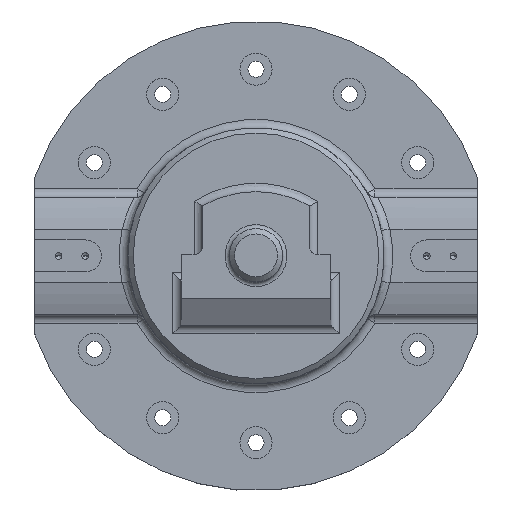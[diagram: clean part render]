
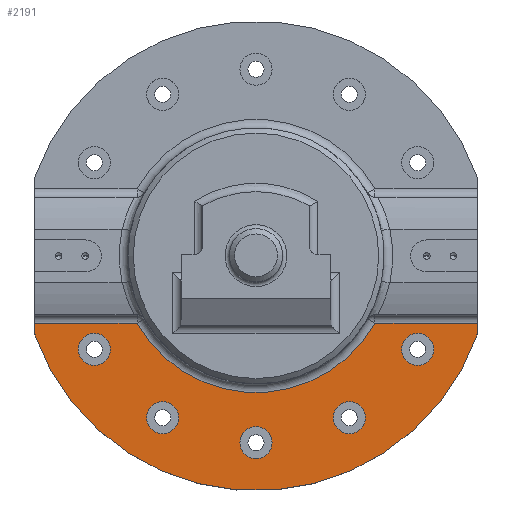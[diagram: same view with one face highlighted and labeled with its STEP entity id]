
A CAD part, top view. The second image highlights one B-rep face of the part: STEP entity #2191.
In plain terms, the highlighted planar face has unit normal (0, 0, 1).
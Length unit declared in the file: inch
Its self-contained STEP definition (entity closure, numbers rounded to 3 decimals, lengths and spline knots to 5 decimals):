
#335 = CARTESIAN_POINT ( 'NONE',  ( 1.04974, -0.62008, 0.19685 ) ) ;
#385 = VERTEX_POINT ( 'NONE', #2888 ) ;
#430 = AXIS2_PLACEMENT_3D ( 'NONE', #6271, #639, #4395 ) ;
#432 = CIRCLE ( 'NONE', #4949, 0.14764 ) ;
#444 = DIRECTION ( 'NONE',  ( 1., 0., 0. ) ) ;
#445 = VECTOR ( 'NONE', #4430, 39.37008 ) ;
#472 = EDGE_CURVE ( 'NONE', #2352, #2352, #4345, .T. ) ;
#522 = DIRECTION ( 'NONE',  ( 1., 0., 0. ) ) ;
#619 = VECTOR ( 'NONE', #7906, 39.37008 ) ;
#639 = DIRECTION ( 'NONE',  ( 0., 0., -1. ) ) ;
#694 = DIRECTION ( 'NONE',  ( 0., 0., 1. ) ) ;
#698 = DIRECTION ( 'NONE',  ( -0.943, -0.332, 0. ) ) ;
#814 = VECTOR ( 'NONE', #5948, 39.37008 ) ;
#852 = CARTESIAN_POINT ( 'NONE',  ( 0., 0., 0.19685 ) ) ;
#854 = FACE_BOUND ( 'NONE', #6832, .T. ) ;
#949 = VERTEX_POINT ( 'NONE', #2707 ) ;
#1193 = AXIS2_PLACEMENT_3D ( 'NONE', #6787, #694, #2007 ) ;
#1215 = CARTESIAN_POINT ( 'NONE',  ( 0., 0., 0.19685 ) ) ;
#1248 = CARTESIAN_POINT ( 'NONE',  ( 1.00876, -1.49173, 0.19685 ) ) ;
#1336 = CARTESIAN_POINT ( 'NONE',  ( 1.49168, -0.86122, 0.19685 ) ) ;
#1435 = EDGE_LOOP ( 'NONE', ( #5442, #7653, #2283, #1967, #6742, #3579 ) ) ;
#1444 = ORIENTED_EDGE ( 'NONE', *, *, #472, .F. ) ;
#1464 = FACE_BOUND ( 'NONE', #1802, .T. ) ;
#1512 = AXIS2_PLACEMENT_3D ( 'NONE', #5851, #5280, #5813 ) ;
#1591 = VERTEX_POINT ( 'NONE', #7688 ) ;
#1599 = CARTESIAN_POINT ( 'NONE',  ( 2.04232, -0.62008, 0.19685 ) ) ;
#1724 = CARTESIAN_POINT ( 'NONE',  ( -1.09668, -0.62008, 0.19685 ) ) ;
#1802 = EDGE_LOOP ( 'NONE', ( #5505 ) ) ;
#1833 = DIRECTION ( 'NONE',  ( 1., 0., 0. ) ) ;
#1967 = ORIENTED_EDGE ( 'NONE', *, *, #5725, .T. ) ;
#2007 = DIRECTION ( 'NONE',  ( 1., 0., 0. ) ) ;
#2175 = FACE_OUTER_BOUND ( 'NONE', #1435, .T. ) ;
#2191 = ADVANCED_FACE ( 'NONE', ( #4650, #854, #7661, #1464, #3342, #2175 ), #7089, .T. ) ;
#2283 = ORIENTED_EDGE ( 'NONE', *, *, #3052, .T. ) ;
#2352 = VERTEX_POINT ( 'NONE', #7159 ) ;
#2357 = VERTEX_POINT ( 'NONE', #3775 ) ;
#2375 = CARTESIAN_POINT ( 'NONE',  ( -1.49168, -0.86122, 0.19685 ) ) ;
#2400 = CIRCLE ( 'NONE', #3432, 2.16535 ) ;
#2483 = EDGE_CURVE ( 'NONE', #385, #385, #4162, .T. ) ;
#2563 = CARTESIAN_POINT ( 'NONE',  ( 1.63932, -0.86122, 0.19685 ) ) ;
#2572 = DIRECTION ( 'NONE',  ( 0., 0., 1. ) ) ;
#2626 = AXIS2_PLACEMENT_3D ( 'NONE', #2375, #5366, #522 ) ;
#2645 = DIRECTION ( 'NONE',  ( 0., 0., 1. ) ) ;
#2707 = CARTESIAN_POINT ( 'NONE',  ( -0.71349, -1.49173, 0.19685 ) ) ;
#2720 = DIRECTION ( 'NONE',  ( 1., 0., 0. ) ) ;
#2888 = CARTESIAN_POINT ( 'NONE',  ( -1.34404, -0.86122, 0.19685 ) ) ;
#3052 = EDGE_CURVE ( 'NONE', #1591, #4252, #6166, .T. ) ;
#3115 = VERTEX_POINT ( 'NONE', #1248 ) ;
#3134 = EDGE_LOOP ( 'NONE', ( #4143 ) ) ;
#3152 = CARTESIAN_POINT ( 'NONE',  ( 2.04232, -0.7195, 0.19685 ) ) ;
#3170 = EDGE_CURVE ( 'NONE', #2357, #5164, #5991, .T. ) ;
#3276 = AXIS2_PLACEMENT_3D ( 'NONE', #3546, #5978, #444 ) ;
#3342 = FACE_BOUND ( 'NONE', #3134, .T. ) ;
#3353 = VERTEX_POINT ( 'NONE', #3152 ) ;
#3432 = AXIS2_PLACEMENT_3D ( 'NONE', #852, #2645, #698 ) ;
#3546 = CARTESIAN_POINT ( 'NONE',  ( 0.86113, -1.49173, 0.19685 ) ) ;
#3579 = ORIENTED_EDGE ( 'NONE', *, *, #5154, .T. ) ;
#3759 = EDGE_CURVE ( 'NONE', #5164, #1591, #5447, .T. ) ;
#3775 = CARTESIAN_POINT ( 'NONE',  ( 1.09668, -0.62008, 0.19685 ) ) ;
#4137 = DIRECTION ( 'NONE',  ( 0., 0., 1. ) ) ;
#4143 = ORIENTED_EDGE ( 'NONE', *, *, #2483, .F. ) ;
#4162 = CIRCLE ( 'NONE', #2626, 0.14764 ) ;
#4252 = VERTEX_POINT ( 'NONE', #5465 ) ;
#4294 = CARTESIAN_POINT ( 'NONE',  ( -2.04232, -0.62008, 0.19685 ) ) ;
#4345 = CIRCLE ( 'NONE', #1512, 0.14764 ) ;
#4395 = DIRECTION ( 'NONE',  ( 1., 0., 0. ) ) ;
#4430 = DIRECTION ( 'NONE',  ( 0., -1., 0. ) ) ;
#4638 = EDGE_CURVE ( 'NONE', #3115, #3115, #5687, .T. ) ;
#4650 = FACE_BOUND ( 'NONE', #7427, .T. ) ;
#4678 = CIRCLE ( 'NONE', #1193, 0.14764 ) ;
#4878 = EDGE_LOOP ( 'NONE', ( #7437 ) ) ;
#4949 = AXIS2_PLACEMENT_3D ( 'NONE', #1336, #2572, #2720 ) ;
#5154 = EDGE_CURVE ( 'NONE', #6632, #2357, #7872, .T. ) ;
#5164 = VERTEX_POINT ( 'NONE', #1724 ) ;
#5174 = CARTESIAN_POINT ( 'NONE',  ( 2.04232, -0.7195, 0.19685 ) ) ;
#5280 = DIRECTION ( 'NONE',  ( 0., 0., 1. ) ) ;
#5366 = DIRECTION ( 'NONE',  ( 0., 0., 1. ) ) ;
#5442 = ORIENTED_EDGE ( 'NONE', *, *, #3170, .T. ) ;
#5447 = LINE ( 'NONE', #4294, #619 ) ;
#5465 = CARTESIAN_POINT ( 'NONE',  ( -2.04232, -0.7195, 0.19685 ) ) ;
#5505 = ORIENTED_EDGE ( 'NONE', *, *, #6886, .F. ) ;
#5687 = CIRCLE ( 'NONE', #3276, 0.14764 ) ;
#5725 = EDGE_CURVE ( 'NONE', #4252, #3353, #2400, .T. ) ;
#5813 = DIRECTION ( 'NONE',  ( 1., 0., 0. ) ) ;
#5851 = CARTESIAN_POINT ( 'NONE',  ( 0., -1.72244, 0.19685 ) ) ;
#5948 = DIRECTION ( 'NONE',  ( -1., 0., 0. ) ) ;
#5971 = EDGE_CURVE ( 'NONE', #6193, #6193, #432, .T. ) ;
#5978 = DIRECTION ( 'NONE',  ( 0., 0., 1. ) ) ;
#5991 = CIRCLE ( 'NONE', #430, 1.25984 ) ;
#6166 = LINE ( 'NONE', #6922, #445 ) ;
#6193 = VERTEX_POINT ( 'NONE', #2563 ) ;
#6271 = CARTESIAN_POINT ( 'NONE',  ( 0., 0., 0.19685 ) ) ;
#6289 = EDGE_CURVE ( 'NONE', #3353, #6632, #6345, .T. ) ;
#6345 = LINE ( 'NONE', #5174, #6365 ) ;
#6365 = VECTOR ( 'NONE', #7633, 39.37008 ) ;
#6632 = VERTEX_POINT ( 'NONE', #1599 ) ;
#6742 = ORIENTED_EDGE ( 'NONE', *, *, #6289, .T. ) ;
#6787 = CARTESIAN_POINT ( 'NONE',  ( -0.86113, -1.49173, 0.19685 ) ) ;
#6832 = EDGE_LOOP ( 'NONE', ( #7579 ) ) ;
#6886 = EDGE_CURVE ( 'NONE', #949, #949, #4678, .T. ) ;
#6922 = CARTESIAN_POINT ( 'NONE',  ( -2.04232, -0.59055, 0.19685 ) ) ;
#7089 = PLANE ( 'NONE',  #7223 ) ;
#7159 = CARTESIAN_POINT ( 'NONE',  ( 0.14764, -1.72244, 0.19685 ) ) ;
#7223 = AXIS2_PLACEMENT_3D ( 'NONE', #1215, #4137, #1833 ) ;
#7427 = EDGE_LOOP ( 'NONE', ( #1444 ) ) ;
#7437 = ORIENTED_EDGE ( 'NONE', *, *, #5971, .F. ) ;
#7579 = ORIENTED_EDGE ( 'NONE', *, *, #4638, .F. ) ;
#7633 = DIRECTION ( 'NONE',  ( 0., 1., 0. ) ) ;
#7653 = ORIENTED_EDGE ( 'NONE', *, *, #3759, .T. ) ;
#7661 = FACE_BOUND ( 'NONE', #4878, .T. ) ;
#7688 = CARTESIAN_POINT ( 'NONE',  ( -2.04232, -0.62008, 0.19685 ) ) ;
#7872 = LINE ( 'NONE', #335, #814 ) ;
#7906 = DIRECTION ( 'NONE',  ( -1., 0., 0. ) ) ;
